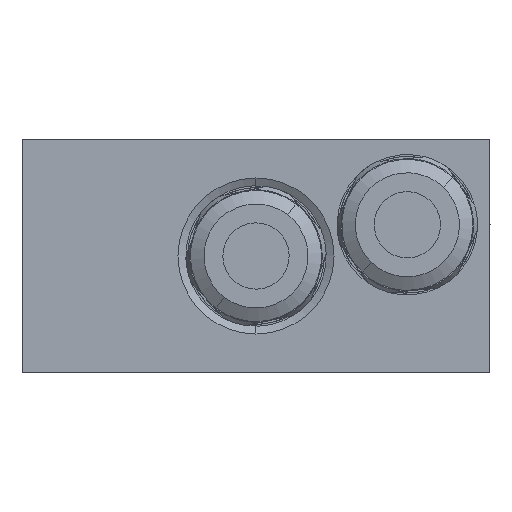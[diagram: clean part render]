
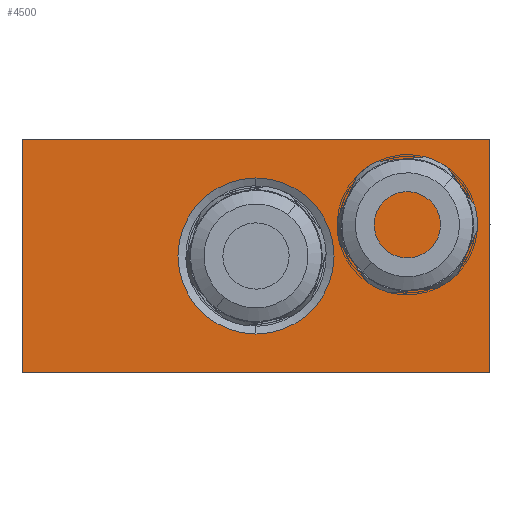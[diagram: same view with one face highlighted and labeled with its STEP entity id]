
A CAD part, front view. The second image highlights one B-rep face of the part: STEP entity #4500.
In plain terms, the highlighted planar face has unit normal (0, -1, 0).
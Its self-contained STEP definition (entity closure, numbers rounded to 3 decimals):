
#274 = CARTESIAN_POINT ( 'NONE',  ( 15., 0., 7.5 ) ) ;
#457 = CARTESIAN_POINT ( 'NONE',  ( 30., 0., 15. ) ) ;
#854 = EDGE_CURVE ( 'NONE', #11883, #2626, #4499, .T. ) ;
#1376 = DIRECTION ( 'NONE',  ( 0., 0., -1. ) ) ;
#1460 = CIRCLE ( 'NONE', #13000, 5. ) ;
#1477 = ORIENTED_EDGE ( 'NONE', *, *, #14099, .T. ) ;
#1483 = CARTESIAN_POINT ( 'NONE',  ( 0., 0., 15. ) ) ;
#1533 = EDGE_CURVE ( 'NONE', #10234, #12533, #8230, .T. ) ;
#1542 = DIRECTION ( 'NONE',  ( 0., 0., -1. ) ) ;
#2064 = DIRECTION ( 'NONE',  ( 1., 0., 0. ) ) ;
#2074 = AXIS2_PLACEMENT_3D ( 'NONE', #274, #11154, #1376 ) ;
#2507 = DIRECTION ( 'NONE',  ( 0., 1., 0. ) ) ;
#2626 = VERTEX_POINT ( 'NONE', #7622 ) ;
#2874 = VERTEX_POINT ( 'NONE', #3785 ) ;
#3017 = EDGE_CURVE ( 'NONE', #2626, #11883, #1460, .T. ) ;
#3092 = VECTOR ( 'NONE', #9078, 1000. ) ;
#3238 = ORIENTED_EDGE ( 'NONE', *, *, #1533, .F. ) ;
#3461 = CARTESIAN_POINT ( 'NONE',  ( 30., 0., 15. ) ) ;
#3515 = EDGE_LOOP ( 'NONE', ( #8255, #9328, #3238, #1477 ) ) ;
#3785 = CARTESIAN_POINT ( 'NONE',  ( 30., 0., 0. ) ) ;
#3819 = EDGE_CURVE ( 'NONE', #12533, #2874, #13193, .T. ) ;
#4061 = CARTESIAN_POINT ( 'NONE',  ( 0., 0., 0. ) ) ;
#4499 = CIRCLE ( 'NONE', #2074, 5. ) ;
#4500 = ADVANCED_FACE ( 'NONE', ( #7115, #12917 ), #8956, .F. ) ;
#5234 = EDGE_LOOP ( 'NONE', ( #9626, #12107 ) ) ;
#5282 = CARTESIAN_POINT ( 'NONE',  ( 15., 0., 12.5 ) ) ;
#5307 = LINE ( 'NONE', #8599, #7843 ) ;
#6206 = CARTESIAN_POINT ( 'NONE',  ( 15., 0., 7.5 ) ) ;
#7115 = FACE_BOUND ( 'NONE', #5234, .T. ) ;
#7289 = DIRECTION ( 'NONE',  ( 0., 0., -1. ) ) ;
#7404 = VECTOR ( 'NONE', #1542, 1000. ) ;
#7622 = CARTESIAN_POINT ( 'NONE',  ( 15., 0., 2.5 ) ) ;
#7843 = VECTOR ( 'NONE', #9686, 1000. ) ;
#8230 = LINE ( 'NONE', #10927, #11102 ) ;
#8255 = ORIENTED_EDGE ( 'NONE', *, *, #13377, .T. ) ;
#8599 = CARTESIAN_POINT ( 'NONE',  ( 0., 0., 0. ) ) ;
#8730 = VERTEX_POINT ( 'NONE', #4061 ) ;
#8956 = PLANE ( 'NONE',  #13020 ) ;
#8998 = CARTESIAN_POINT ( 'NONE',  ( 0., 0., 15. ) ) ;
#9078 = DIRECTION ( 'NONE',  ( 0., 0., -1. ) ) ;
#9328 = ORIENTED_EDGE ( 'NONE', *, *, #3819, .F. ) ;
#9626 = ORIENTED_EDGE ( 'NONE', *, *, #3017, .F. ) ;
#9686 = DIRECTION ( 'NONE',  ( 1., 0., 0. ) ) ;
#10078 = DIRECTION ( 'NONE',  ( 0., 0., 1. ) ) ;
#10234 = VERTEX_POINT ( 'NONE', #12615 ) ;
#10378 = LINE ( 'NONE', #1483, #3092 ) ;
#10927 = CARTESIAN_POINT ( 'NONE',  ( 0., 0., 15. ) ) ;
#11102 = VECTOR ( 'NONE', #2064, 1000. ) ;
#11154 = DIRECTION ( 'NONE',  ( 0., -1., 0. ) ) ;
#11883 = VERTEX_POINT ( 'NONE', #5282 ) ;
#12107 = ORIENTED_EDGE ( 'NONE', *, *, #854, .F. ) ;
#12533 = VERTEX_POINT ( 'NONE', #3461 ) ;
#12615 = CARTESIAN_POINT ( 'NONE',  ( 0., 0., 15. ) ) ;
#12917 = FACE_OUTER_BOUND ( 'NONE', #3515, .T. ) ;
#13000 = AXIS2_PLACEMENT_3D ( 'NONE', #6206, #13805, #7289 ) ;
#13020 = AXIS2_PLACEMENT_3D ( 'NONE', #8998, #2507, #10078 ) ;
#13193 = LINE ( 'NONE', #457, #7404 ) ;
#13377 = EDGE_CURVE ( 'NONE', #8730, #2874, #5307, .T. ) ;
#13805 = DIRECTION ( 'NONE',  ( 0., -1., 0. ) ) ;
#14099 = EDGE_CURVE ( 'NONE', #10234, #8730, #10378, .T. ) ;
